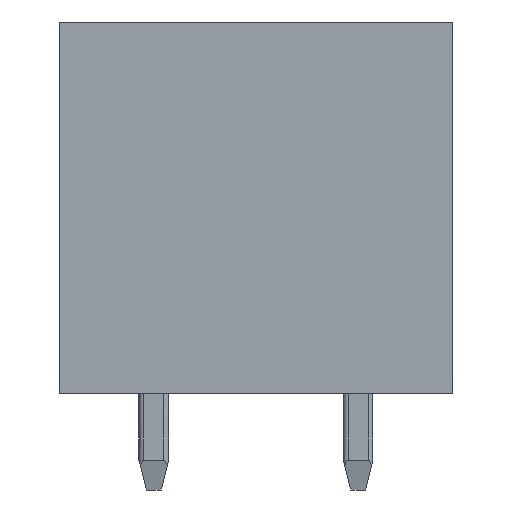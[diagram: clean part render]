
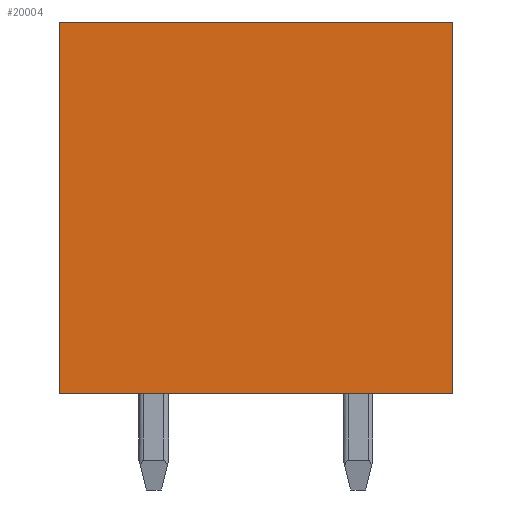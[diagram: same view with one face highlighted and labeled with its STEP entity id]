
A CAD part, left-side view. The second image highlights one B-rep face of the part: STEP entity #20004.
In plain terms, the highlighted planar face has unit normal (-1, 0, 0).
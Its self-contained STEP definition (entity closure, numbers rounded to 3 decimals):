
#1561=DIRECTION('',(0.,0.,-1.));
#1562=VECTOR('',#1561,10.);
#1563=CARTESIAN_POINT('',(-46.3,-5.3,3.7));
#1564=LINE('',#1563,#1562);
#1565=DIRECTION('',(0.,1.,0.));
#1566=VECTOR('',#1565,10.6);
#1567=CARTESIAN_POINT('',(-46.3,-5.3,-6.3));
#1568=LINE('',#1567,#1566);
#1569=DIRECTION('',(0.,0.,1.));
#1570=VECTOR('',#1569,10.);
#1571=CARTESIAN_POINT('',(-46.3,5.3,-6.3));
#1572=LINE('',#1571,#1570);
#1573=DIRECTION('',(0.,-1.,0.));
#1574=VECTOR('',#1573,10.6);
#1575=CARTESIAN_POINT('',(-46.3,5.3,3.7));
#1576=LINE('',#1575,#1574);
#14825=CARTESIAN_POINT('',(-46.3,-5.3,3.7));
#14826=CARTESIAN_POINT('',(-46.3,-5.3,-6.3));
#14827=VERTEX_POINT('',#14825);
#14828=VERTEX_POINT('',#14826);
#14829=CARTESIAN_POINT('',(-46.3,5.3,-6.3));
#14830=VERTEX_POINT('',#14829);
#14831=CARTESIAN_POINT('',(-46.3,5.3,3.7));
#14832=VERTEX_POINT('',#14831);
#19993=CARTESIAN_POINT('',(-46.3,0.,0.));
#19994=DIRECTION('',(1.,0.,0.));
#19995=DIRECTION('',(0.,-1.,0.));
#19996=AXIS2_PLACEMENT_3D('',#19993,#19994,#19995);
#19997=PLANE('',#19996);
#19998=ORIENTED_EDGE('',*,*,#18667,.T.);
#19999=ORIENTED_EDGE('',*,*,#18682,.T.);
#20000=ORIENTED_EDGE('',*,*,#19164,.T.);
#20001=ORIENTED_EDGE('',*,*,#19177,.T.);
#20002=EDGE_LOOP('',(#19998,#19999,#20000,#20001));
#20003=FACE_OUTER_BOUND('',#20002,.F.);
#20004=ADVANCED_FACE('',(#20003),#19997,.F.);
#18667=EDGE_CURVE('',#14827,#14828,#1564,.T.);
#18682=EDGE_CURVE('',#14828,#14830,#1568,.T.);
#19164=EDGE_CURVE('',#14830,#14832,#1572,.T.);
#19177=EDGE_CURVE('',#14832,#14827,#1576,.T.);
